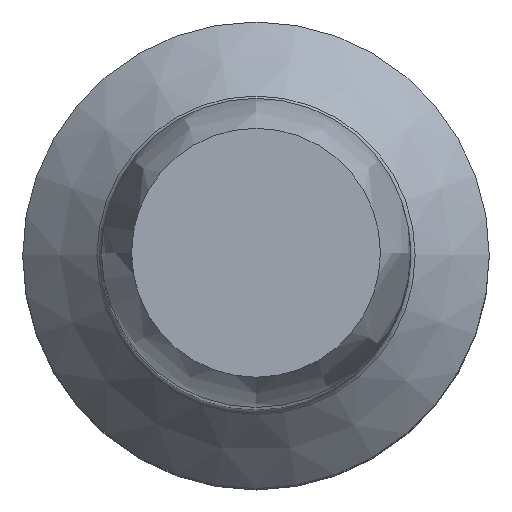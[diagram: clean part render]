
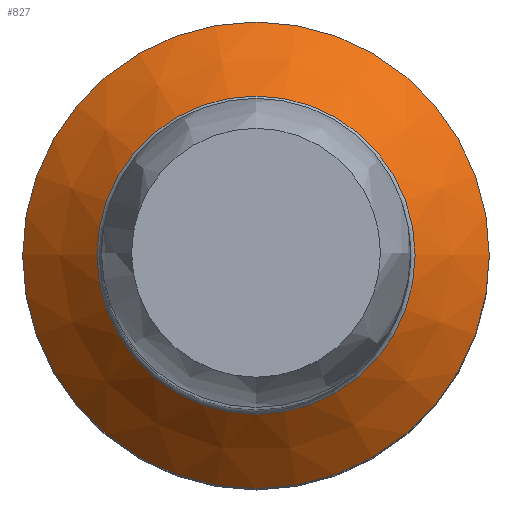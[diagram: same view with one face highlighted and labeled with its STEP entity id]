
A CAD part, top view. The second image highlights one B-rep face of the part: STEP entity #827.
In plain terms, the highlighted conical face has half-angle 45 degrees and reference radius 1.988 mm.
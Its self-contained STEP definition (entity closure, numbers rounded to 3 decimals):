
#728=CONICAL_SURFACE('',#2823,1.988,45.);
#827=ADVANCED_FACE('',(#1431,#1432),#728,.T.);
#1008=CIRCLE('',#2820,3.);
#1009=CIRCLE('',#2822,2.046);
#1431=FACE_BOUND('',#1491,.T.);
#1432=FACE_BOUND('',#1492,.T.);
#1491=EDGE_LOOP('',(#1708));
#1492=EDGE_LOOP('',(#1709));
#1708=ORIENTED_EDGE('',*,*,#2443,.T.);
#1709=ORIENTED_EDGE('',*,*,#2442,.F.);
#2251=VERTEX_POINT('',#4020);
#2252=VERTEX_POINT('',#4023);
#2442=EDGE_CURVE('',#2251,#2251,#1008,.T.);
#2443=EDGE_CURVE('',#2252,#2252,#1009,.T.);
#2820=AXIS2_PLACEMENT_3D('',#4019,#3093,#3094);
#2822=AXIS2_PLACEMENT_3D('',#4022,#3097,#3098);
#2823=AXIS2_PLACEMENT_3D('',#4024,#3099,#3100);
#3093=DIRECTION('',(0.,0.,-1.));
#3094=DIRECTION('',(1.,0.,0.));
#3097=DIRECTION('',(0.,0.,-1.));
#3098=DIRECTION('',(1.,0.,0.));
#3099=DIRECTION('',(0.,0.,-1.));
#3100=DIRECTION('',(1.,0.,0.));
#4019=CARTESIAN_POINT('',(0.,0.,10.238));
#4020=CARTESIAN_POINT('',(3.,0.,10.238));
#4022=CARTESIAN_POINT('',(0.,0.,11.191));
#4023=CARTESIAN_POINT('',(2.046,0.,11.191));
#4024=CARTESIAN_POINT('',(0.,0.,11.25));
